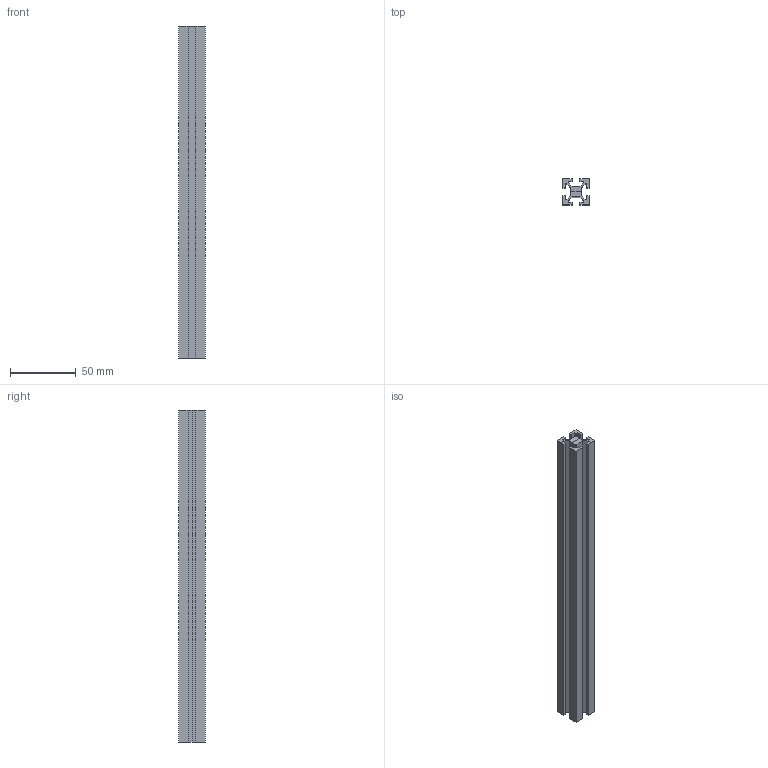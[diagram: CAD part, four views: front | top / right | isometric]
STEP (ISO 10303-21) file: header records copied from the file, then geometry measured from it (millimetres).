
FILE_DESCRIPTION(('FreeCAD Model'),'2;1');
FILE_NAME( '2020_extruded_aluminum_252mm.step' ,'2015-02-22T21:16:21',('FreeCAD'),('FreeCAD'), 'Open CASCADE STEP processor 6.7','FreeCAD','Unknown');
FILE_SCHEMA(('AUTOMOTIVE_DESIGN_CC2 { 1 2 10303 214 -1 1 5 4 }'));
Length unit declared in the file: millimetre
Products named in the file (1): rail
Bounding box: 20 x 20 x 252 mm (x, y, z)
Volume: 49392 mm3; surface area: 41201.2 mm2
Topology: 1 solids, 1 shells, 50 faces, 140 edges, 92 vertices
Faces by surface type: plane 50
Entity records: 3413 total; most frequent: CARTESIAN_POINT 563, DIRECTION 522, LINE 420, VECTOR 420, ORIENTED_EDGE 280, PCURVE 280, DEFINITIONAL_REPRESENTATION 280, EDGE_CURVE 140
